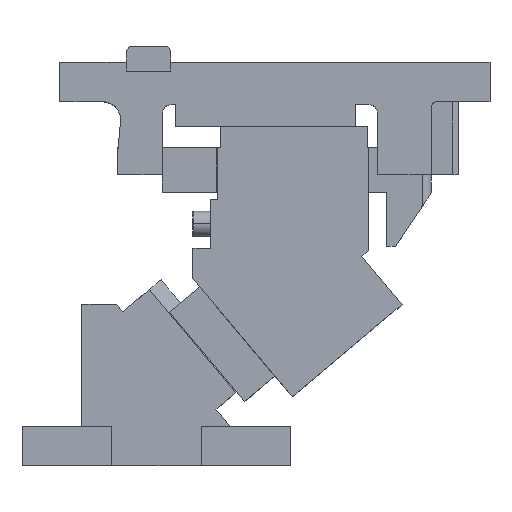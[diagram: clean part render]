
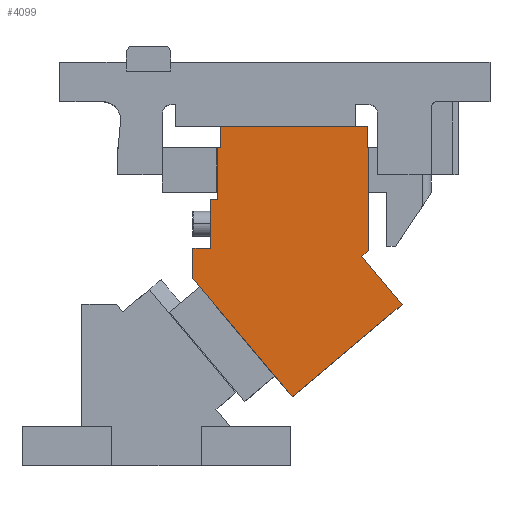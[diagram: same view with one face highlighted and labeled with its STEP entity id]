
A CAD part, top view. The second image highlights one B-rep face of the part: STEP entity #4099.
In plain terms, the highlighted planar face has unit normal (0, 0, 1).
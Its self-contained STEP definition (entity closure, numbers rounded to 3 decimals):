
#2384=CARTESIAN_POINT('Vertex',(-34.531,-53.814,70.)) ;
#2419=CARTESIAN_POINT('Vertex',(26.753,-2.391,70.)) ;
#2422=CARTESIAN_POINT('Line Origine',(-3.889,-28.103,70.)) ;
#2454=CARTESIAN_POINT('Vertex',(4.255,24.42,70.)) ;
#2457=CARTESIAN_POINT('Line Origine',(15.504,11.014,70.)) ;
#2485=CARTESIAN_POINT('Vertex',(8.085,27.634,70.)) ;
#2488=CARTESIAN_POINT('Line Origine',(6.17,26.027,70.)) ;
#3262=CARTESIAN_POINT('Vertex',(7.585,85.134,70.)) ;
#3265=CARTESIAN_POINT('Line Origine',(7.835,85.134,70.)) ;
#3269=CARTESIAN_POINT('Vertex',(8.085,85.134,70.)) ;
#3337=CARTESIAN_POINT('Vertex',(7.585,97.134,70.)) ;
#3340=CARTESIAN_POINT('Line Origine',(7.585,91.134,70.)) ;
#3364=CARTESIAN_POINT('Vertex',(-74.415,97.134,70.)) ;
#3367=CARTESIAN_POINT('Line Origine',(-33.415,97.134,70.)) ;
#3400=CARTESIAN_POINT('Vertex',(-74.415,85.134,70.)) ;
#3403=CARTESIAN_POINT('Line Origine',(-74.415,91.134,70.)) ;
#3518=CARTESIAN_POINT('Vertex',(-89.915,12.189,70.)) ;
#3521=CARTESIAN_POINT('Line Origine',(-89.915,20.662,70.)) ;
#3525=CARTESIAN_POINT('Vertex',(-89.915,29.134,70.)) ;
#3549=CARTESIAN_POINT('Vertex',(-79.915,29.134,70.)) ;
#3552=CARTESIAN_POINT('Line Origine',(-84.915,29.134,70.)) ;
#3813=CARTESIAN_POINT('Vertex',(-79.915,56.134,70.)) ;
#3816=CARTESIAN_POINT('Line Origine',(-79.915,42.634,70.)) ;
#3841=CARTESIAN_POINT('Line Origine',(-77.915,56.134,70.)) ;
#3845=CARTESIAN_POINT('Vertex',(-75.915,56.134,70.)) ;
#3908=CARTESIAN_POINT('Line Origine',(-75.915,70.634,70.)) ;
#3912=CARTESIAN_POINT('Vertex',(-75.915,85.134,70.)) ;
#3975=CARTESIAN_POINT('Line Origine',(8.085,56.384,70.)) ;
#4058=CARTESIAN_POINT('Line Origine',(-75.165,85.134,70.)) ;
#4072=CARTESIAN_POINT('Axis2P3D Location',(-57.029,-27.003,70.)) ;
#4077=CARTESIAN_POINT('Line Origine',(-62.223,-20.812,70.)) ;
#2423=DIRECTION('Vector Direction',(-0.766,-0.643,0.)) ;
#2458=DIRECTION('Vector Direction',(-0.643,0.766,0.)) ;
#2489=DIRECTION('Vector Direction',(-0.766,-0.643,0.)) ;
#3266=DIRECTION('Vector Direction',(-1.,0.,0.)) ;
#3341=DIRECTION('Vector Direction',(0.,-1.,0.)) ;
#3368=DIRECTION('Vector Direction',(-1.,0.,0.)) ;
#3404=DIRECTION('Vector Direction',(0.,-1.,0.)) ;
#3522=DIRECTION('Vector Direction',(0.,-1.,0.)) ;
#3553=DIRECTION('Vector Direction',(-1.,0.,0.)) ;
#3817=DIRECTION('Vector Direction',(0.,-1.,0.)) ;
#3842=DIRECTION('Vector Direction',(-1.,0.,0.)) ;
#3909=DIRECTION('Vector Direction',(0.,-1.,0.)) ;
#3976=DIRECTION('Vector Direction',(0.,1.,0.)) ;
#4059=DIRECTION('Vector Direction',(-1.,0.,0.)) ;
#4073=DIRECTION('Axis2P3D Direction',(-0.,0.,1.)) ;
#4074=DIRECTION('Axis2P3D XDirection',(0.819,-0.574,0.)) ;
#4078=DIRECTION('Vector Direction',(-0.643,0.766,0.)) ;
#4075=AXIS2_PLACEMENT_3D('Plane Axis2P3D',#4072,#4073,#4074) ;
#4083=ORIENTED_EDGE('',*,*,#3527,.T.) ;
#4084=ORIENTED_EDGE('',*,*,#4081,.F.) ;
#4085=ORIENTED_EDGE('',*,*,#2426,.F.) ;
#4086=ORIENTED_EDGE('',*,*,#2461,.T.) ;
#4087=ORIENTED_EDGE('',*,*,#2492,.F.) ;
#4088=ORIENTED_EDGE('',*,*,#3979,.T.) ;
#4089=ORIENTED_EDGE('',*,*,#3271,.T.) ;
#4090=ORIENTED_EDGE('',*,*,#3344,.F.) ;
#4091=ORIENTED_EDGE('',*,*,#3371,.T.) ;
#4092=ORIENTED_EDGE('',*,*,#3407,.T.) ;
#4093=ORIENTED_EDGE('',*,*,#4062,.T.) ;
#4094=ORIENTED_EDGE('',*,*,#3914,.T.) ;
#4095=ORIENTED_EDGE('',*,*,#3847,.T.) ;
#4096=ORIENTED_EDGE('',*,*,#3820,.T.) ;
#4097=ORIENTED_EDGE('',*,*,#3556,.T.) ;
#2424=VECTOR('Line Direction',#2423,1.) ;
#2459=VECTOR('Line Direction',#2458,1.) ;
#2490=VECTOR('Line Direction',#2489,1.) ;
#3267=VECTOR('Line Direction',#3266,1.) ;
#3342=VECTOR('Line Direction',#3341,1.) ;
#3369=VECTOR('Line Direction',#3368,1.) ;
#3405=VECTOR('Line Direction',#3404,1.) ;
#3523=VECTOR('Line Direction',#3522,1.) ;
#3554=VECTOR('Line Direction',#3553,1.) ;
#3818=VECTOR('Line Direction',#3817,1.) ;
#3843=VECTOR('Line Direction',#3842,1.) ;
#3910=VECTOR('Line Direction',#3909,1.) ;
#3977=VECTOR('Line Direction',#3976,1.) ;
#4060=VECTOR('Line Direction',#4059,1.) ;
#4079=VECTOR('Line Direction',#4078,1.) ;
#4099=ADVANCED_FACE('CAM SLIDER',(#4098),#4076,.T.) ;
#2426=EDGE_CURVE('',#2420,#2385,#2425,.T.) ;
#2461=EDGE_CURVE('',#2420,#2455,#2460,.T.) ;
#2492=EDGE_CURVE('',#2486,#2455,#2491,.T.) ;
#3271=EDGE_CURVE('',#3270,#3263,#3268,.T.) ;
#3344=EDGE_CURVE('',#3338,#3263,#3343,.T.) ;
#3371=EDGE_CURVE('',#3338,#3365,#3370,.T.) ;
#3407=EDGE_CURVE('',#3365,#3401,#3406,.T.) ;
#3527=EDGE_CURVE('',#3526,#3519,#3524,.T.) ;
#3556=EDGE_CURVE('',#3550,#3526,#3555,.T.) ;
#3820=EDGE_CURVE('',#3814,#3550,#3819,.T.) ;
#3847=EDGE_CURVE('',#3846,#3814,#3844,.T.) ;
#3914=EDGE_CURVE('',#3913,#3846,#3911,.T.) ;
#3979=EDGE_CURVE('',#2486,#3270,#3978,.T.) ;
#4062=EDGE_CURVE('',#3401,#3913,#4061,.T.) ;
#4081=EDGE_CURVE('',#2385,#3519,#4080,.T.) ;
#4082=EDGE_LOOP('',(#4083,#4084,#4085,#4086,#4087,#4088,#4089,#4090,#4091,#4092,#4093,#4094,#4095,#4096,#4097)) ;
#4098=FACE_OUTER_BOUND('',#4082,.T.) ;
#2425=LINE('Line',#2422,#2424) ;
#2460=LINE('Line',#2457,#2459) ;
#2491=LINE('Line',#2488,#2490) ;
#3268=LINE('Line',#3265,#3267) ;
#3343=LINE('Line',#3340,#3342) ;
#3370=LINE('Line',#3367,#3369) ;
#3406=LINE('Line',#3403,#3405) ;
#3524=LINE('Line',#3521,#3523) ;
#3555=LINE('Line',#3552,#3554) ;
#3819=LINE('Line',#3816,#3818) ;
#3844=LINE('Line',#3841,#3843) ;
#3911=LINE('Line',#3908,#3910) ;
#3978=LINE('Line',#3975,#3977) ;
#4061=LINE('Line',#4058,#4060) ;
#4080=LINE('Line',#4077,#4079) ;
#4076=PLANE('Plane',#4075) ;
#2385=VERTEX_POINT('',#2384) ;
#2420=VERTEX_POINT('',#2419) ;
#2455=VERTEX_POINT('',#2454) ;
#2486=VERTEX_POINT('',#2485) ;
#3263=VERTEX_POINT('',#3262) ;
#3270=VERTEX_POINT('',#3269) ;
#3338=VERTEX_POINT('',#3337) ;
#3365=VERTEX_POINT('',#3364) ;
#3401=VERTEX_POINT('',#3400) ;
#3519=VERTEX_POINT('',#3518) ;
#3526=VERTEX_POINT('',#3525) ;
#3550=VERTEX_POINT('',#3549) ;
#3814=VERTEX_POINT('',#3813) ;
#3846=VERTEX_POINT('',#3845) ;
#3913=VERTEX_POINT('',#3912) ;
